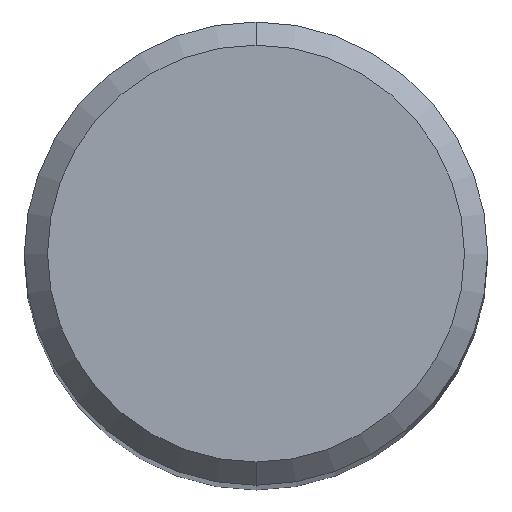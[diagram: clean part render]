
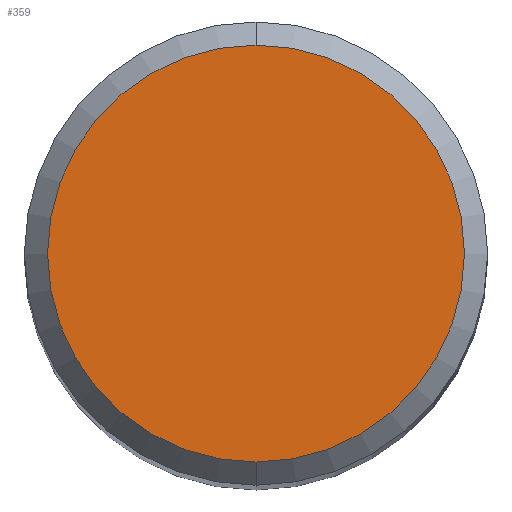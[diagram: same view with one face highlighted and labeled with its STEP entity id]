
A CAD part, top view. The second image highlights one B-rep face of the part: STEP entity #359.
In plain terms, the highlighted planar face has unit normal (0, 0, 1).
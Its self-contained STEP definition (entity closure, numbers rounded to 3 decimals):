
#203=VERTEX_POINT('',#495);
#239=EDGE_CURVE('',#381,#203,#534,.T.);
#355=EDGE_CURVE('',#203,#381,#668,.T.);
#359=ADVANCED_FACE('',(#673),#674,.T.);
#381=VERTEX_POINT('',#696);
#495=CARTESIAN_POINT('',(0.,-3.6,46.48));
#534=CIRCLE('',#983,3.6);
#668=CIRCLE('',#1249,3.6);
#673=FACE_OUTER_BOUND('',#1254,.T.);
#674=PLANE('',#1255);
#696=CARTESIAN_POINT('',(0.0,3.6,46.48));
#983=AXIS2_PLACEMENT_3D('',#1466,#1467,#1468);
#1249=AXIS2_PLACEMENT_3D('',#1661,#1662,#1663);
#1254=EDGE_LOOP('',(#1681,#1682));
#1255=AXIS2_PLACEMENT_3D('',#1683,#1684,#1685);
#1466=CARTESIAN_POINT('',(0.0,0.0,46.48));
#1467=DIRECTION('',(0.0,0.0,-1.0));
#1468=DIRECTION('',(0.0,1.0,0.0));
#1661=CARTESIAN_POINT('',(0.0,0.0,46.48));
#1662=DIRECTION('',(0.0,0.0,-1.0));
#1663=DIRECTION('',(0.0,1.0,0.0));
#1681=ORIENTED_EDGE('',*,*,#239,.F.);
#1682=ORIENTED_EDGE('',*,*,#355,.F.);
#1683=CARTESIAN_POINT('',(0.0,1.8,46.48));
#1684=DIRECTION('',(-0.0,0.0,1.0));
#1685=DIRECTION('',(0.0,-1.0,0.0));
